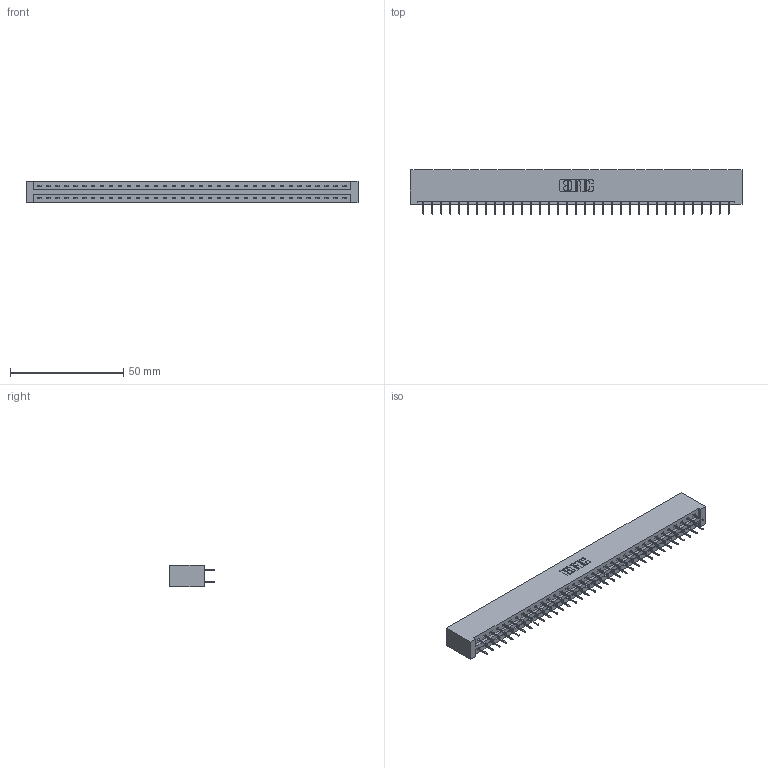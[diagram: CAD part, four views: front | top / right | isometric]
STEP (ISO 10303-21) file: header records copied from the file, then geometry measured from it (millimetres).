
FILE_DESCRIPTION (( 'STEP AP203' ), '1' );
FILE_NAME ('337-070-524-201.STEP', '2018-08-11T11:56:57', ( '' ), ( '' ), 'SwSTEP 2.0', 'SolidWorks 2016', '' );
FILE_SCHEMA (( 'CONFIG_CONTROL_DESIGN' ));
Length unit declared in the file: inch
Products named in the file (3): 337 Part_No Mounting Lugs; 345-292-001_345-293-124; 337-070-524-201
Assembly tree (71 placements, depth 2):
  337-070-524-201
    337 Part_No Mounting Lugs
    345-292-001_345-293-124  x70
Bounding box: 146.56 x 19.69 x 9.4 mm (x, y, z)
Volume: 16007.1 mm3; surface area: 17756 mm2
Topology: 71 solids, 71 shells, 4166 faces, 11837 edges, 7610 vertices
Faces by surface type: plane 3146, cylinder 1020
Entity records: 27839 total; most frequent: CARTESIAN_POINT 4694, ORIENTED_EDGE 4630, DIRECTION 3999, EDGE_CURVE 2315, VECTOR 2199, LINE 2199, VERTEX_POINT 1538, AXIS2_PLACEMENT_3D 900
